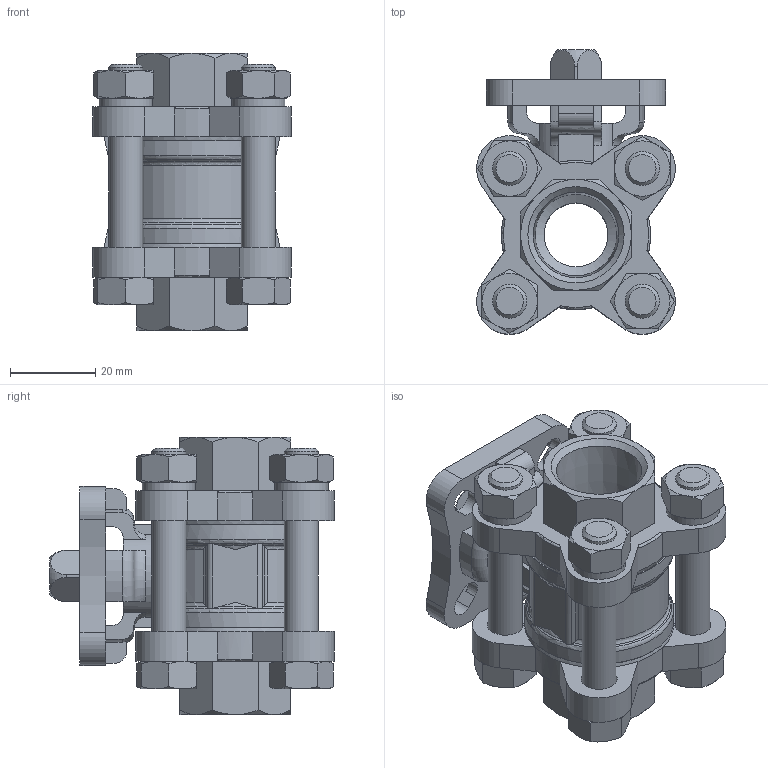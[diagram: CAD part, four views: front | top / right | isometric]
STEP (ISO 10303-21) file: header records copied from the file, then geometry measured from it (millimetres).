
FILE_DESCRIPTION(/* description */ ('STEP AP214'),/* implementation_level */ '2;1');
FILE_NAME(/* name */ '4809117_VZBE-1_2-T-63-T-2-F0304-V15V15',/* time_stamp */ '2024-09-18T01:32:10+02:00',/* author */ ('License CC BY-ND 4.0'),/* organization */ ('CADENAS'),/* preprocessor_version */ 'ST-DEVELOPER v19.3',/* originating_system */ 'PARTsolutions',/* authorisation */ ' ');
FILE_SCHEMA (('AUTOMOTIVE_DESIGN {1 0 10303 214 3 1 1}'));
Length unit declared in the file: millimetre
Products named in the file (1): 4809117 VZBE-1/2-T-63-T-2-F0304-V15V15
Bounding box: 46.55 x 66.78 x 65 mm (x, y, z)
Volume: 70265.5 mm3; surface area: 29332.5 mm2
Topology: 1 solids, 1 shells, 468 faces, 1188 edges, 746 vertices
Faces by surface type: plane 202, cone 135, cylinder 98, torus 33
Full cylindrical faces by diameter (mm): 8 x8, 8.5 x8, 12.5 x4, 15 x1, 26 x1
Entity records: 14250 total; most frequent: CARTESIAN_POINT 3521, ORIENTED_EDGE 2286, DIRECTION 2092, EDGE_CURVE 1143, AXIS2_PLACEMENT_3D 842, VERTEX_POINT 737, EDGE_LOOP 554, FACE_BOUND 554
